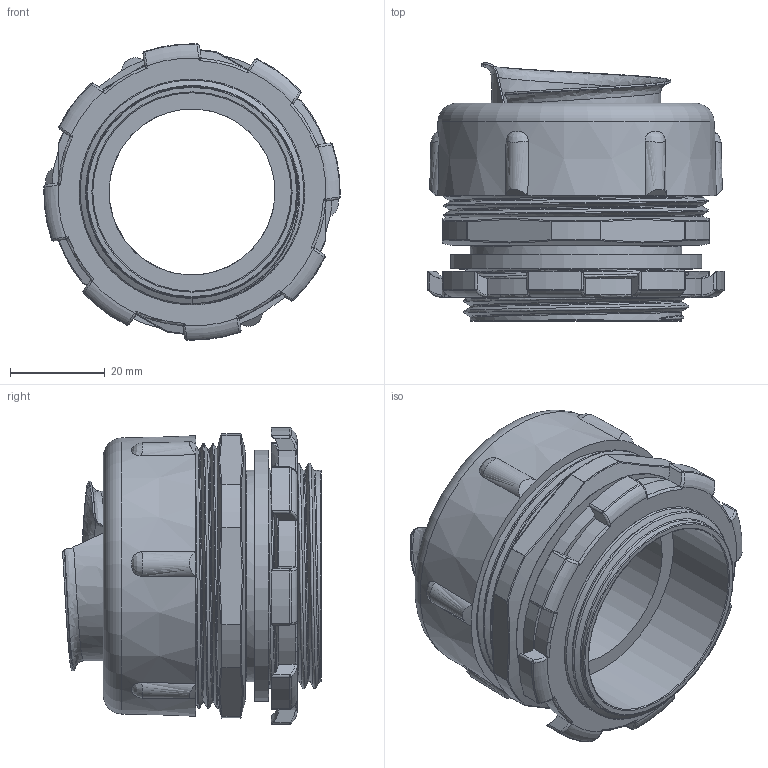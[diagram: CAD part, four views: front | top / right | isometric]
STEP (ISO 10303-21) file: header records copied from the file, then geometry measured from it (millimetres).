
FILE_DESCRIPTION(/* description */ (''),/* implementation_level */ '2;1');
FILE_NAME(/* name */ '',/* time_stamp */ '2025-06-20T16:58:49+07:00',/* author */ ('zeta-82'),/* organization */ (''),/* preprocessor_version */ 'ST-DEVELOPER v19.2',/* originating_system */ 'Autodesk Inventor 2024',/* authorisation */ '');
FILE_SCHEMA (('AUTOMOTIVE_DESIGN { 1 0 10303 214 3 1 1 }'));
Length unit declared in the file: millimetre
Products named in the file (1): ЗЭТА.105.310.000-10 РКН-
38
Bounding box: 62.46 x 54.45 x 62.46 mm (x, y, z)
Volume: 48322.6 mm3; surface area: 30000.5 mm2
Topology: 1 solids, 1 shells, 304 faces, 704 edges, 405 vertices
Faces by surface type: cylinder 86, bspline 81, torus 51, sphere 40, plane 36, cone 10
Full cylindrical faces by diameter (mm): 35 x1, 35.8 x1, 41.8 x1, 44 x1, 44.525 x2, 44.845 x1, 46 x1, 47.4 x1, 53.1 x1, 55.8 x2
Entity records: 17000 total; most frequent: CARTESIAN_POINT 10305, ORIENTED_EDGE 1406, DIRECTION 1197, EDGE_CURVE 703, AXIS2_PLACEMENT_3D 534, VERTEX_POINT 405, EDGE_LOOP 316, CIRCLE 310
